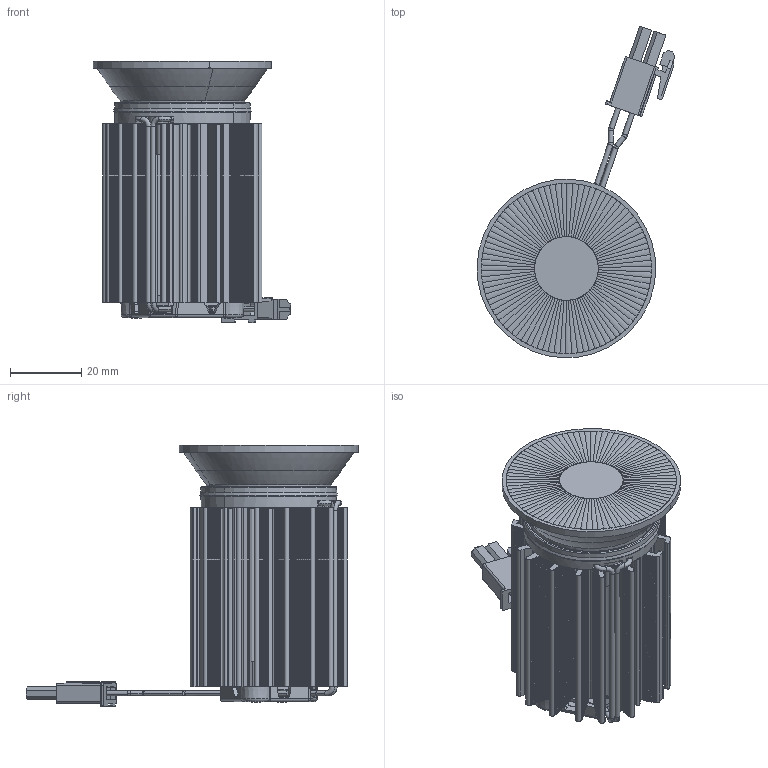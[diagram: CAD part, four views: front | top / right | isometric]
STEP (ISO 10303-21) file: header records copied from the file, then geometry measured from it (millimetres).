
FILE_DESCRIPTION(('Creo Elements/Direct Modeling STEP Export'),'2;1');
FILE_NAME('EVOLVE_9.2.stp','2018-02-21T11:58:47',(''),(''),'Creo Elements/Direct Modeling STEP processor for AP214 (Solid Model)','Creo Elements/Direct Modeling 19.0F 14-Feb-2017 (C) Parametric Technology GmbH','');
FILE_SCHEMA(('AUTOMOTIVE_DESIGN { 1 0 10303 214 1 1 1 1 }'));
Length unit declared in the file: millimetre
Products named in the file (27): HOLDER_12_5X12_5; SERRACAVO_1.PRT; DISSIPATORE; V8_BXRE_SM_PRT.PRT; V8_BXRE_BASE_ROUND_CENTER_PRT_1.PRT; V8_BXRE_RD_PRT.PRT; V8_BXRE_PH_PRT.PRT; CUT-EXTRUDE1_4__PRT.PRT; CUT-EXTRUDE1_8__PRT.PRT; CUT-EXTRUDE1_3__PRT.PRT; CUT-EXTRUDE1_6__PRT.PRT; CUT-EXTRUDE1_7__PRT.PRT; CUT-EXTRUDE1_2__PRT.PRT; CUT-EXTRUDE1_5__PRT.PRT; CUT-EXTRUDE1_1__PRT.PRT; V8_BXRE_METAL_ASM.ASM; V8_BXRE; CAVO_CONN_1; CAVO_1; CAVO_1.2; CAVO_CONN_2; COP_MASCHIO; CAVO_CONN_3; CONNETTORE.ASM; LED.ASM; LENTE; EVOLVE_9.2
Assembly tree (26 placements, depth 5):
  EVOLVE_9.2
    LENTE
    LED.ASM
      CONNETTORE.ASM
        CAVO_CONN_3
        COP_MASCHIO
        CAVO_CONN_2
        CAVO_1.2
        CAVO_1
        CAVO_CONN_1
      V8_BXRE
        V8_BXRE_METAL_ASM.ASM
          CUT-EXTRUDE1_1__PRT.PRT
          CUT-EXTRUDE1_5__PRT.PRT
          CUT-EXTRUDE1_2__PRT.PRT
          CUT-EXTRUDE1_7__PRT.PRT
          CUT-EXTRUDE1_6__PRT.PRT
          CUT-EXTRUDE1_3__PRT.PRT
          CUT-EXTRUDE1_8__PRT.PRT
          CUT-EXTRUDE1_4__PRT.PRT
        V8_BXRE_PH_PRT.PRT
        V8_BXRE_RD_PRT.PRT
        V8_BXRE_BASE_ROUND_CENTER_PRT_1.PRT
        V8_BXRE_SM_PRT.PRT
    DISSIPATORE
    SERRACAVO_1.PRT
    HOLDER_12_5X12_5
Bounding box: 55.33 x 92.88 x 73.27 mm (x, y, z)
Volume: 60549.6 mm3; surface area: 43383.4 mm2
Topology: 22 solids, 22 shells, 2672 faces, 7372 edges, 4706 vertices
Faces by surface type: plane 1411, cylinder 810, bspline 196, torus 114, cone 83, sphere 58
Entity records: 96897 total; most frequent: CARTESIAN_POINT 28707, ORIENTED_EDGE 14630, DIRECTION 12608, EDGE_CURVE 7315, VERTEX_POINT 4706, VECTOR 4388, LINE 4388, AXIS2_PLACEMENT_3D 4110
